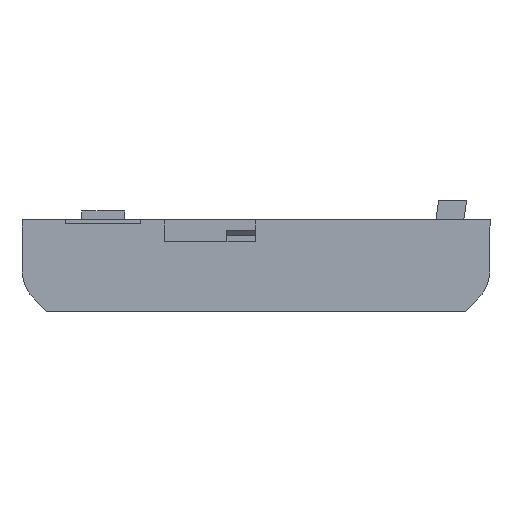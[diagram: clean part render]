
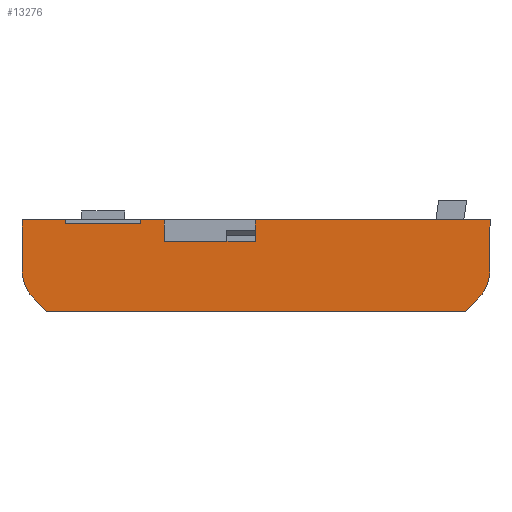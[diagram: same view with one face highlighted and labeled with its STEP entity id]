
A CAD part, left-side view. The second image highlights one B-rep face of the part: STEP entity #13276.
In plain terms, the highlighted planar face has unit normal (-1, 0, 0).
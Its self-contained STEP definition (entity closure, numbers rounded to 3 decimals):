
#138=CIRCLE('',#13855,7.);
#139=CIRCLE('',#13856,7.);
#1399=FACE_OUTER_BOUND('',#2155,.T.);
#2155=EDGE_LOOP('',(#11232,#11233,#11234,#11235,#11236,#11237,#11238,#11239,
#11240,#11241,#11242,#11243,#11244,#11245,#11246,#11247));
#2726=LINE('',#19076,#4127);
#3369=LINE('',#23446,#4770);
#3370=LINE('',#23448,#4771);
#3371=LINE('',#23450,#4772);
#3372=LINE('',#23452,#4773);
#3373=LINE('',#23454,#4774);
#3374=LINE('',#23456,#4775);
#3375=LINE('',#23458,#4776);
#3376=LINE('',#23460,#4777);
#3377=LINE('',#23462,#4778);
#3378=LINE('',#23464,#4779);
#3379=LINE('',#23466,#4780);
#3380=LINE('',#23469,#4781);
#3381=LINE('',#23471,#4782);
#4127=VECTOR('',#14644,10.);
#4770=VECTOR('',#15791,10.);
#4771=VECTOR('',#15792,10.);
#4772=VECTOR('',#15793,10.);
#4773=VECTOR('',#15794,10.);
#4774=VECTOR('',#15795,10.);
#4775=VECTOR('',#15796,10.);
#4776=VECTOR('',#15797,10.);
#4777=VECTOR('',#15798,10.);
#4778=VECTOR('',#15799,10.);
#4779=VECTOR('',#15800,10.);
#4780=VECTOR('',#15801,10.);
#4781=VECTOR('',#15804,10.);
#4782=VECTOR('',#15805,10.);
#5559=VERTEX_POINT('',#19073);
#5560=VERTEX_POINT('',#19075);
#6218=VERTEX_POINT('',#23444);
#6219=VERTEX_POINT('',#23445);
#6220=VERTEX_POINT('',#23447);
#6221=VERTEX_POINT('',#23449);
#6222=VERTEX_POINT('',#23451);
#6223=VERTEX_POINT('',#23453);
#6224=VERTEX_POINT('',#23455);
#6225=VERTEX_POINT('',#23457);
#6226=VERTEX_POINT('',#23459);
#6227=VERTEX_POINT('',#23461);
#6228=VERTEX_POINT('',#23463);
#6229=VERTEX_POINT('',#23465);
#6230=VERTEX_POINT('',#23467);
#6231=VERTEX_POINT('',#23470);
#6995=EDGE_CURVE('',#5560,#5559,#2726,.T.);
#7972=EDGE_CURVE('',#6218,#6219,#3369,.T.);
#7973=EDGE_CURVE('',#6219,#6220,#3370,.T.);
#7974=EDGE_CURVE('',#6220,#6221,#3371,.T.);
#7975=EDGE_CURVE('',#6221,#6222,#3372,.T.);
#7976=EDGE_CURVE('',#6222,#6223,#3373,.T.);
#7977=EDGE_CURVE('',#6223,#6224,#3374,.T.);
#7978=EDGE_CURVE('',#6224,#6225,#3375,.T.);
#7979=EDGE_CURVE('',#6225,#6226,#3376,.T.);
#7980=EDGE_CURVE('',#6226,#6227,#3377,.T.);
#7981=EDGE_CURVE('',#6227,#6228,#3378,.T.);
#7982=EDGE_CURVE('',#6228,#6229,#3379,.T.);
#7983=EDGE_CURVE('',#6229,#6230,#138,.T.);
#7984=EDGE_CURVE('',#6230,#5560,#3380,.T.);
#7985=EDGE_CURVE('',#5559,#6231,#3381,.T.);
#7986=EDGE_CURVE('',#6231,#6218,#139,.T.);
#11232=ORIENTED_EDGE('',*,*,#7972,.T.);
#11233=ORIENTED_EDGE('',*,*,#7973,.T.);
#11234=ORIENTED_EDGE('',*,*,#7974,.T.);
#11235=ORIENTED_EDGE('',*,*,#7975,.T.);
#11236=ORIENTED_EDGE('',*,*,#7976,.T.);
#11237=ORIENTED_EDGE('',*,*,#7977,.T.);
#11238=ORIENTED_EDGE('',*,*,#7978,.T.);
#11239=ORIENTED_EDGE('',*,*,#7979,.T.);
#11240=ORIENTED_EDGE('',*,*,#7980,.T.);
#11241=ORIENTED_EDGE('',*,*,#7981,.T.);
#11242=ORIENTED_EDGE('',*,*,#7982,.T.);
#11243=ORIENTED_EDGE('',*,*,#7983,.T.);
#11244=ORIENTED_EDGE('',*,*,#7984,.T.);
#11245=ORIENTED_EDGE('',*,*,#6995,.T.);
#11246=ORIENTED_EDGE('',*,*,#7985,.T.);
#11247=ORIENTED_EDGE('',*,*,#7986,.T.);
#12593=PLANE('',#13854);
#13276=ADVANCED_FACE('',(#1399),#12593,.F.);
#13854=AXIS2_PLACEMENT_3D('',#23443,#15789,#15790);
#13855=AXIS2_PLACEMENT_3D('',#23468,#15802,#15803);
#13856=AXIS2_PLACEMENT_3D('',#23472,#15806,#15807);
#14644=DIRECTION('',(0.,-1.,0.));
#15789=DIRECTION('center_axis',(1.,0.,0.));
#15790=DIRECTION('ref_axis',(0.,1.,0.));
#15791=DIRECTION('',(0.,0.,1.));
#15792=DIRECTION('',(0.,1.,0.));
#15793=DIRECTION('',(0.,0.,-1.));
#15794=DIRECTION('',(0.,1.,0.));
#15795=DIRECTION('',(0.,0.,1.));
#15796=DIRECTION('',(0.,1.,0.));
#15797=DIRECTION('',(0.,0.,-1.));
#15798=DIRECTION('',(0.,1.,0.));
#15799=DIRECTION('',(0.,0.,1.));
#15800=DIRECTION('',(0.,1.,0.));
#15801=DIRECTION('',(0.,0.,-1.));
#15802=DIRECTION('center_axis',(-1.,0.,0.));
#15803=DIRECTION('ref_axis',(0.,0.,-1.));
#15804=DIRECTION('',(0.,-0.707,-0.707));
#15805=DIRECTION('',(0.,-0.707,0.707));
#15806=DIRECTION('center_axis',(-1.,0.,0.));
#15807=DIRECTION('ref_axis',(0.,-1.,0.));
#19073=CARTESIAN_POINT('',(-66.641,-3.838,-14.525));
#19075=CARTESIAN_POINT('',(-66.641,66.701,-14.525));
#19076=CARTESIAN_POINT('',(-66.641,-7.939,-14.525));
#23443=CARTESIAN_POINT('Origin',(-66.641,31.431,0.79));
#23444=CARTESIAN_POINT('',(-66.641,-7.939,-7.525));
#23445=CARTESIAN_POINT('',(-66.641,-7.939,0.865));
#23446=CARTESIAN_POINT('',(-66.641,-7.939,12.82));
#23447=CARTESIAN_POINT('',(-66.641,31.551,0.865));
#23448=CARTESIAN_POINT('',(-66.641,31.431,0.865));
#23449=CARTESIAN_POINT('',(-66.641,31.551,-2.765));
#23450=CARTESIAN_POINT('',(-66.641,31.551,-0.987));
#23451=CARTESIAN_POINT('',(-66.641,46.851,-2.765));
#23452=CARTESIAN_POINT('',(-66.641,39.141,-2.765));
#23453=CARTESIAN_POINT('',(-66.641,46.851,0.865));
#23454=CARTESIAN_POINT('',(-66.641,46.851,0.828));
#23455=CARTESIAN_POINT('',(-66.641,50.801,0.865));
#23456=CARTESIAN_POINT('',(-66.641,31.431,0.865));
#23457=CARTESIAN_POINT('',(-66.641,50.801,0.19));
#23458=CARTESIAN_POINT('',(-66.641,50.801,4.29));
#23459=CARTESIAN_POINT('',(-66.641,63.501,0.19));
#23460=CARTESIAN_POINT('',(-66.641,41.116,0.19));
#23461=CARTESIAN_POINT('',(-66.641,63.501,0.865));
#23462=CARTESIAN_POINT('',(-66.641,63.501,0.49));
#23463=CARTESIAN_POINT('',(-66.641,70.801,0.865));
#23464=CARTESIAN_POINT('',(-66.641,31.431,0.865));
#23465=CARTESIAN_POINT('',(-66.641,70.801,-7.525));
#23466=CARTESIAN_POINT('',(-66.641,70.801,-14.525));
#23467=CARTESIAN_POINT('',(-66.641,68.751,-12.474));
#23468=CARTESIAN_POINT('Origin',(-66.641,63.801,-7.525));
#23469=CARTESIAN_POINT('',(-66.641,68.751,-12.474));
#23470=CARTESIAN_POINT('',(-66.641,-5.888,-12.474));
#23471=CARTESIAN_POINT('',(-66.641,-5.888,-12.474));
#23472=CARTESIAN_POINT('Origin',(-66.641,-0.939,-7.525));
